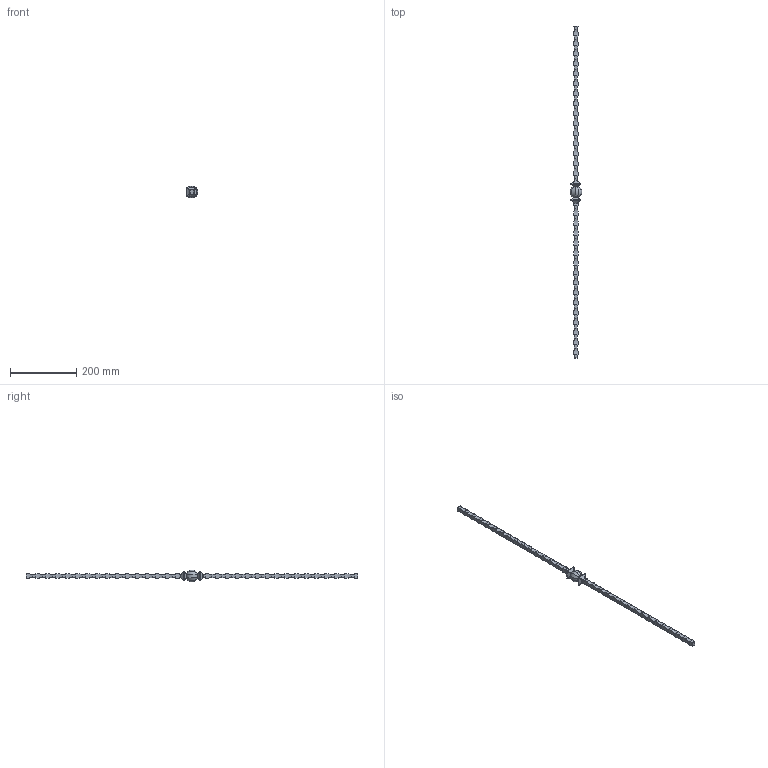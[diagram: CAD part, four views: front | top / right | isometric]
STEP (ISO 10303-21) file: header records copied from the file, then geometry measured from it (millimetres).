
FILE_DESCRIPTION (( 'STEP AP203' ), '1' );
FILE_NAME ('1285.STEP', '2023-02-20T07:57:33', ( '' ), ( '' ), 'SwSTEP 2.0', 'SolidWorks 2018', '' );
FILE_SCHEMA (( 'CONFIG_CONTROL_DESIGN' ));
Length unit declared in the file: millimetre
Products named in the file (1): 1285
Bounding box: 35.71 x 1000 x 36.03 mm (x, y, z)
Volume: 155806.3 mm3; surface area: 50779.6 mm2
Topology: 1 solids, 1 shells, 566 faces, 1498 edges, 952 vertices
Faces by surface type: plane 264, cylinder 163, bspline 139
Entity records: 23849 total; most frequent: CARTESIAN_POINT 11145, ORIENTED_EDGE 2996, DIRECTION 2093, EDGE_CURVE 1498, VERTEX_POINT 952, VECTOR 701, LINE 701, AXIS2_PLACEMENT_3D 696
